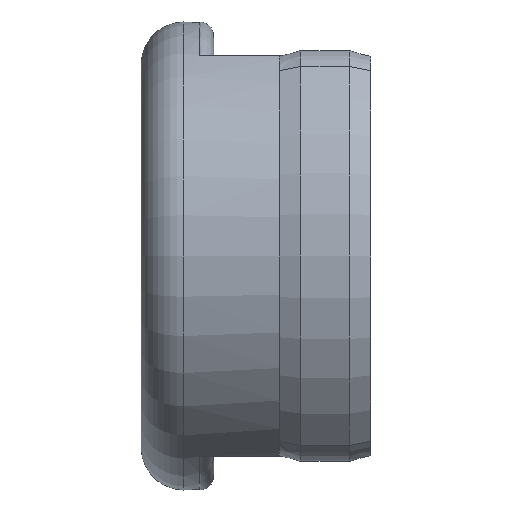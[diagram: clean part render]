
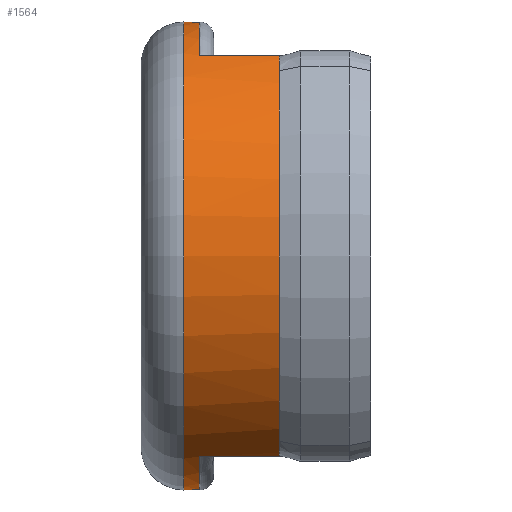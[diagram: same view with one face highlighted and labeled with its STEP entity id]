
A CAD part, left-side view. The second image highlights one B-rep face of the part: STEP entity #1564.
In plain terms, the highlighted cylindrical face has radius 8.2 mm (diameter 16.4 mm), a full revolution.
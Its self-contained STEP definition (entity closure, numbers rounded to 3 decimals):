
#70=CYLINDRICAL_SURFACE('',#1735,8.2);
#103=B_SPLINE_CURVE_WITH_KNOTS('',3,(#2741,#2742,#2743,#2744,#2745,#2746),
 .UNSPECIFIED.,.F.,.F.,(4,2,4),(-1.166,-1.105,-1.09),
 .UNSPECIFIED.);
#104=B_SPLINE_CURVE_WITH_KNOTS('',3,(#2754,#2755,#2756,#2757),
 .UNSPECIFIED.,.F.,.F.,(4,4),(-1.931,-1.855),
 .UNSPECIFIED.);
#105=B_SPLINE_CURVE_WITH_KNOTS('',3,(#2764,#2765,#2766,#2767),
 .UNSPECIFIED.,.F.,.F.,(4,4),(-1.149,-1.074),
 .UNSPECIFIED.);
#106=B_SPLINE_CURVE_WITH_KNOTS('',3,(#2774,#2775,#2776,#2777,#2778,#2779),
 .UNSPECIFIED.,.F.,.F.,(4,2,4),(-1.954,-1.94,-1.878),
 .UNSPECIFIED.);
#175=FACE_OUTER_BOUND('',#277,.T.);
#277=EDGE_LOOP('',(#1113,#1114,#1115,#1116,#1117,#1118,#1119,#1120,#1121,
#1122,#1123,#1124,#1125,#1126,#1127,#1128,#1129));
#373=LINE('',#2748,#438);
#374=LINE('',#2752,#439);
#375=LINE('',#2760,#440);
#376=LINE('',#2769,#441);
#377=LINE('',#2773,#442);
#438=VECTOR('',#2084,1000.);
#439=VECTOR('',#2087,1000.);
#440=VECTOR('',#2090,8.2);
#441=VECTOR('',#2093,1000.);
#442=VECTOR('',#2096,1000.);
#508=CIRCLE('',#1687,8.2);
#509=CIRCLE('',#1688,8.2);
#539=CIRCLE('',#1736,8.2);
#540=CIRCLE('',#1737,8.2);
#541=CIRCLE('',#1738,8.2);
#542=CIRCLE('',#1739,8.2);
#543=CIRCLE('',#1740,8.2);
#638=VERTEX_POINT('',#2597);
#639=VERTEX_POINT('',#2599);
#678=VERTEX_POINT('',#2737);
#679=VERTEX_POINT('',#2738);
#680=VERTEX_POINT('',#2740);
#681=VERTEX_POINT('',#2747);
#682=VERTEX_POINT('',#2749);
#683=VERTEX_POINT('',#2751);
#684=VERTEX_POINT('',#2753);
#685=VERTEX_POINT('',#2758);
#686=VERTEX_POINT('',#2761);
#687=VERTEX_POINT('',#2763);
#688=VERTEX_POINT('',#2768);
#689=VERTEX_POINT('',#2770);
#690=VERTEX_POINT('',#2772);
#796=EDGE_CURVE('',#639,#638,#508,.T.);
#797=EDGE_CURVE('',#638,#639,#509,.T.);
#846=EDGE_CURVE('',#678,#679,#539,.T.);
#847=EDGE_CURVE('',#678,#680,#103,.T.);
#848=EDGE_CURVE('',#680,#681,#373,.T.);
#849=EDGE_CURVE('',#681,#682,#540,.T.);
#850=EDGE_CURVE('',#682,#683,#374,.T.);
#851=EDGE_CURVE('',#683,#684,#104,.T.);
#852=EDGE_CURVE('',#685,#684,#541,.T.);
#853=EDGE_CURVE('',#685,#639,#375,.T.);
#854=EDGE_CURVE('',#686,#685,#542,.T.);
#855=EDGE_CURVE('',#686,#687,#105,.T.);
#856=EDGE_CURVE('',#687,#688,#376,.T.);
#857=EDGE_CURVE('',#688,#689,#543,.T.);
#858=EDGE_CURVE('',#689,#690,#377,.T.);
#859=EDGE_CURVE('',#690,#679,#106,.T.);
#1113=ORIENTED_EDGE('',*,*,#846,.F.);
#1114=ORIENTED_EDGE('',*,*,#847,.T.);
#1115=ORIENTED_EDGE('',*,*,#848,.T.);
#1116=ORIENTED_EDGE('',*,*,#849,.T.);
#1117=ORIENTED_EDGE('',*,*,#850,.T.);
#1118=ORIENTED_EDGE('',*,*,#851,.T.);
#1119=ORIENTED_EDGE('',*,*,#852,.F.);
#1120=ORIENTED_EDGE('',*,*,#853,.T.);
#1121=ORIENTED_EDGE('',*,*,#796,.T.);
#1122=ORIENTED_EDGE('',*,*,#797,.T.);
#1123=ORIENTED_EDGE('',*,*,#853,.F.);
#1124=ORIENTED_EDGE('',*,*,#854,.F.);
#1125=ORIENTED_EDGE('',*,*,#855,.T.);
#1126=ORIENTED_EDGE('',*,*,#856,.T.);
#1127=ORIENTED_EDGE('',*,*,#857,.T.);
#1128=ORIENTED_EDGE('',*,*,#858,.T.);
#1129=ORIENTED_EDGE('',*,*,#859,.T.);
#1564=ADVANCED_FACE('',(#175),#70,.T.);
#1687=AXIS2_PLACEMENT_3D('',#2600,#1972,#1973);
#1688=AXIS2_PLACEMENT_3D('',#2601,#1974,#1975);
#1735=AXIS2_PLACEMENT_3D('',#2736,#2080,#2081);
#1736=AXIS2_PLACEMENT_3D('',#2739,#2082,#2083);
#1737=AXIS2_PLACEMENT_3D('',#2750,#2085,#2086);
#1738=AXIS2_PLACEMENT_3D('',#2759,#2088,#2089);
#1739=AXIS2_PLACEMENT_3D('',#2762,#2091,#2092);
#1740=AXIS2_PLACEMENT_3D('',#2771,#2094,#2095);
#1972=DIRECTION('center_axis',(0.,-1.,0.));
#1973=DIRECTION('ref_axis',(-1.,0.,0.));
#1974=DIRECTION('center_axis',(0.,-1.,0.));
#1975=DIRECTION('ref_axis',(-1.,0.,0.));
#2080=DIRECTION('center_axis',(0.,-1.,0.));
#2081=DIRECTION('ref_axis',(1.,0.,0.));
#2082=DIRECTION('center_axis',(0.,-1.,0.));
#2083=DIRECTION('ref_axis',(1.,0.,0.));
#2084=DIRECTION('',(0.,1.,0.));
#2085=DIRECTION('center_axis',(0.,1.,0.));
#2086=DIRECTION('ref_axis',(1.,0.,0.));
#2087=DIRECTION('',(0.,-1.,0.));
#2088=DIRECTION('center_axis',(0.,-1.,0.));
#2089=DIRECTION('ref_axis',(1.,0.,0.));
#2090=DIRECTION('',(0.,1.,0.));
#2091=DIRECTION('center_axis',(0.,-1.,0.));
#2092=DIRECTION('ref_axis',(1.,0.,0.));
#2093=DIRECTION('',(0.,1.,0.));
#2094=DIRECTION('center_axis',(0.,1.,0.));
#2095=DIRECTION('ref_axis',(1.,0.,0.));
#2096=DIRECTION('',(0.,-1.,0.));
#2597=CARTESIAN_POINT('',(8.2,1.544,0.));
#2599=CARTESIAN_POINT('',(-8.2,1.544,0.));
#2600=CARTESIAN_POINT('Origin',(0.,1.544,0.));
#2601=CARTESIAN_POINT('Origin',(0.,1.544,0.));
#2736=CARTESIAN_POINT('Origin',(0.,2.5,0.));
#2737=CARTESIAN_POINT('',(4.44,-1.8,-6.894));
#2738=CARTESIAN_POINT('',(4.44,-1.8,6.894));
#2739=CARTESIAN_POINT('Origin',(0.,-1.8,
0.));
#2740=CARTESIAN_POINT('',(4.229,-2.55,-7.026));
#2741=CARTESIAN_POINT('Ctrl Pts',(4.44,-1.8,-6.894));
#2742=CARTESIAN_POINT('Ctrl Pts',(4.383,-2.,-6.931));
#2743=CARTESIAN_POINT('Ctrl Pts',(4.326,-2.201,-6.966));
#2744=CARTESIAN_POINT('Ctrl Pts',(4.256,-2.452,-7.009));
#2745=CARTESIAN_POINT('Ctrl Pts',(4.242,-2.501,-7.017));
#2746=CARTESIAN_POINT('Ctrl Pts',(4.229,-2.55,-7.026));
#2747=CARTESIAN_POINT('',(4.229,1.,-7.026));
#2748=CARTESIAN_POINT('',(4.229,-1.,-7.026));
#2749=CARTESIAN_POINT('',(-4.229,1.,-7.026));
#2750=CARTESIAN_POINT('Origin',(0.,1.,
0.));
#2751=CARTESIAN_POINT('',(-4.229,-2.55,-7.026));
#2752=CARTESIAN_POINT('',(-4.229,0.,-7.026));
#2753=CARTESIAN_POINT('',(-4.44,-1.8,-6.894));
#2754=CARTESIAN_POINT('Ctrl Pts',(-4.229,-2.55,-7.026));
#2755=CARTESIAN_POINT('Ctrl Pts',(-4.299,-2.298,-6.983));
#2756=CARTESIAN_POINT('Ctrl Pts',(-4.369,-2.048,-6.939));
#2757=CARTESIAN_POINT('Ctrl Pts',(-4.44,-1.8,-6.894));
#2758=CARTESIAN_POINT('',(-8.2,-1.8,0.));
#2759=CARTESIAN_POINT('Origin',(0.,-1.8,
0.));
#2760=CARTESIAN_POINT('',(-8.2,2.5,0.));
#2761=CARTESIAN_POINT('',(-4.44,-1.8,6.894));
#2762=CARTESIAN_POINT('Origin',(0.,-1.8,
0.));
#2763=CARTESIAN_POINT('',(-4.229,-2.55,7.026));
#2764=CARTESIAN_POINT('Ctrl Pts',(-4.44,-1.8,6.894));
#2765=CARTESIAN_POINT('Ctrl Pts',(-4.369,-2.048,6.939));
#2766=CARTESIAN_POINT('Ctrl Pts',(-4.299,-2.298,6.983));
#2767=CARTESIAN_POINT('Ctrl Pts',(-4.229,-2.55,7.026));
#2768=CARTESIAN_POINT('',(-4.229,1.,7.026));
#2769=CARTESIAN_POINT('',(-4.229,-1.,7.026));
#2770=CARTESIAN_POINT('',(4.229,1.,7.026));
#2771=CARTESIAN_POINT('Origin',(0.,1.,
0.));
#2772=CARTESIAN_POINT('',(4.229,-2.55,7.026));
#2773=CARTESIAN_POINT('',(4.229,0.,7.026));
#2774=CARTESIAN_POINT('Ctrl Pts',(4.229,-2.55,7.026));
#2775=CARTESIAN_POINT('Ctrl Pts',(4.242,-2.501,7.017));
#2776=CARTESIAN_POINT('Ctrl Pts',(4.256,-2.453,7.009));
#2777=CARTESIAN_POINT('Ctrl Pts',(4.326,-2.201,6.966));
#2778=CARTESIAN_POINT('Ctrl Pts',(4.383,-2.,6.931));
#2779=CARTESIAN_POINT('Ctrl Pts',(4.44,-1.8,6.894));
